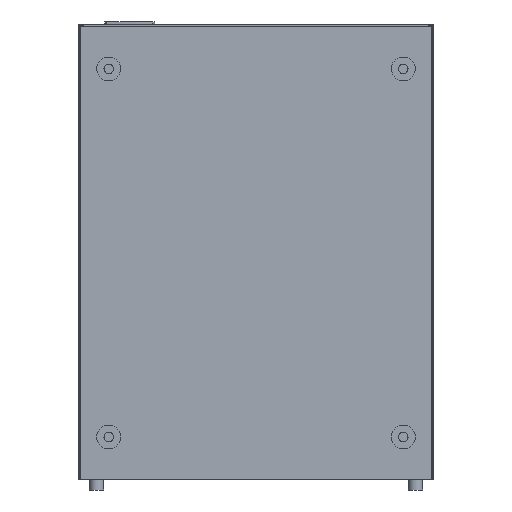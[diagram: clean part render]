
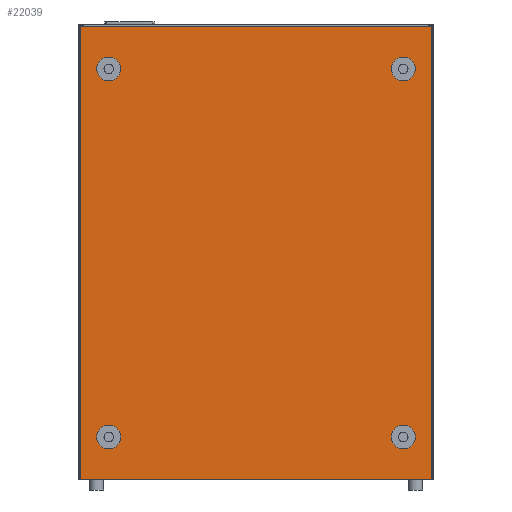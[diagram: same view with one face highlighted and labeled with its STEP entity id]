
A CAD part, front view. The second image highlights one B-rep face of the part: STEP entity #22039.
In plain terms, the highlighted planar face has unit normal (0, -1, 0).
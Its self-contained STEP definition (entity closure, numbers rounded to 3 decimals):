
#1247=PLANE('',#23857);
#2479=FACE_OUTER_BOUND('',#3803,.T.);
#3803=EDGE_LOOP('',(#20521,#20522,#20523,#20524));
#6359=LINE('',#36147,#8907);
#6362=LINE('',#36153,#8910);
#6365=LINE('',#36159,#8913);
#6368=LINE('',#36163,#8916);
#8907=VECTOR('',#29813,10.);
#8910=VECTOR('',#29818,10.);
#8913=VECTOR('',#29823,10.);
#8916=VECTOR('',#29828,10.);
#11423=VERTEX_POINT('',#36144);
#11424=VERTEX_POINT('',#36146);
#11426=VERTEX_POINT('',#36152);
#11428=VERTEX_POINT('',#36158);
#14455=EDGE_CURVE('',#11424,#11423,#6359,.T.);
#14458=EDGE_CURVE('',#11426,#11424,#6362,.T.);
#14461=EDGE_CURVE('',#11428,#11426,#6365,.T.);
#14464=EDGE_CURVE('',#11423,#11428,#6368,.T.);
#20521=ORIENTED_EDGE('',*,*,#14464,.T.);
#20522=ORIENTED_EDGE('',*,*,#14461,.T.);
#20523=ORIENTED_EDGE('',*,*,#14458,.T.);
#20524=ORIENTED_EDGE('',*,*,#14455,.T.);
#22039=ADVANCED_FACE('',(#2479),#1247,.T.);
#23857=AXIS2_PLACEMENT_3D('',#36164,#29829,#29830);
#29813=DIRECTION('',(0.,0.,1.));
#29818=DIRECTION('',(1.,0.,0.));
#29823=DIRECTION('',(0.,0.,-1.));
#29828=DIRECTION('',(-1.,0.,0.));
#29829=DIRECTION('center_axis',(0.,-1.,0.));
#29830=DIRECTION('ref_axis',(0.,0.,-1.));
#36144=CARTESIAN_POINT('',(295.5,-522.,380.));
#36146=CARTESIAN_POINT('',(295.5,-522.,-382.5));
#36147=CARTESIAN_POINT('',(295.5,-522.,-382.5));
#36152=CARTESIAN_POINT('',(-295.5,-522.,-382.5));
#36153=CARTESIAN_POINT('',(-295.5,-522.,-382.5));
#36158=CARTESIAN_POINT('',(-295.5,-522.,380.));
#36159=CARTESIAN_POINT('',(-295.5,-522.,380.));
#36163=CARTESIAN_POINT('',(295.5,-522.,380.));
#36164=CARTESIAN_POINT('Origin',(0.,-522.,-1.25));
